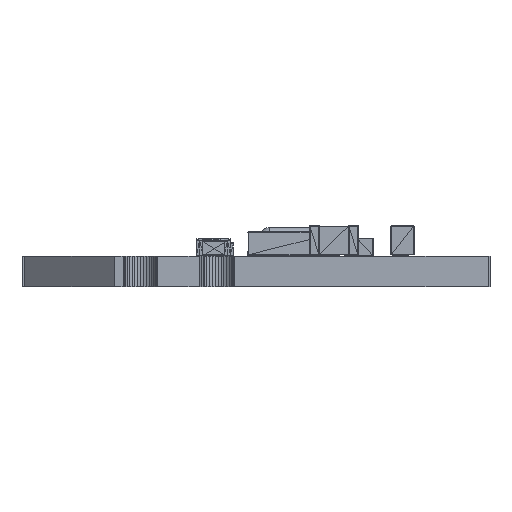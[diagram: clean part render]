
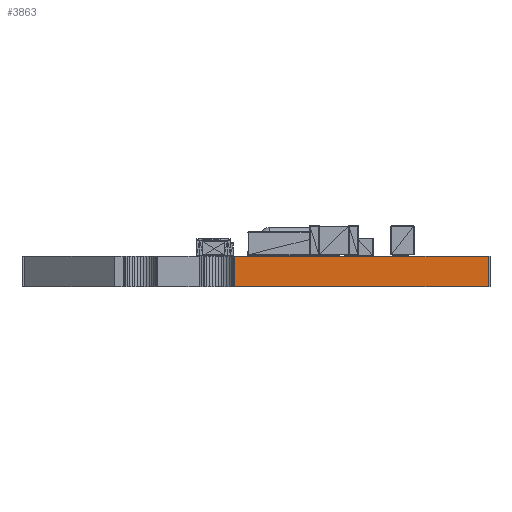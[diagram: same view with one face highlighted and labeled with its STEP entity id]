
A CAD part, front view. The second image highlights one B-rep face of the part: STEP entity #3863.
In plain terms, the highlighted planar face has unit normal (0, -1, 0).
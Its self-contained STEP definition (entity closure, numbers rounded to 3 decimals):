
#3838 = VERTEX_POINT('',#3839);
#3839 = CARTESIAN_POINT('',(13.813,19.073,-1.));
#3845 = EDGE_CURVE('',#3846,#3838,#3848,.T.);
#3846 = VERTEX_POINT('',#3847);
#3847 = CARTESIAN_POINT('',(13.813,19.073,0.));
#3848 = LINE('',#3849,#3850);
#3849 = CARTESIAN_POINT('',(13.813,19.073,0.));
#3850 = VECTOR('',#3851,1.);
#3851 = DIRECTION('',(0.,0.,-1.));
#3863 = ADVANCED_FACE('',(#3864),#3889,.F.);
#3864 = FACE_BOUND('',#3865,.F.);
#3865 = EDGE_LOOP('',(#3866,#3867,#3875,#3883));
#3866 = ORIENTED_EDGE('',*,*,#3845,.T.);
#3867 = ORIENTED_EDGE('',*,*,#3868,.T.);
#3868 = EDGE_CURVE('',#3838,#3869,#3871,.T.);
#3869 = VERTEX_POINT('',#3870);
#3870 = CARTESIAN_POINT('',(5.472,19.073,-1.));
#3871 = LINE('',#3872,#3873);
#3872 = CARTESIAN_POINT('',(13.813,19.073,-1.));
#3873 = VECTOR('',#3874,1.);
#3874 = DIRECTION('',(-1.,0.,0.));
#3875 = ORIENTED_EDGE('',*,*,#3876,.F.);
#3876 = EDGE_CURVE('',#3877,#3869,#3879,.T.);
#3877 = VERTEX_POINT('',#3878);
#3878 = CARTESIAN_POINT('',(5.472,19.073,0.));
#3879 = LINE('',#3880,#3881);
#3880 = CARTESIAN_POINT('',(5.472,19.073,0.));
#3881 = VECTOR('',#3882,1.);
#3882 = DIRECTION('',(0.,0.,-1.));
#3883 = ORIENTED_EDGE('',*,*,#3884,.F.);
#3884 = EDGE_CURVE('',#3846,#3877,#3885,.T.);
#3885 = LINE('',#3886,#3887);
#3886 = CARTESIAN_POINT('',(13.813,19.073,0.));
#3887 = VECTOR('',#3888,1.);
#3888 = DIRECTION('',(-1.,0.,0.));
#3889 = PLANE('',#3890);
#3890 = AXIS2_PLACEMENT_3D('',#3891,#3892,#3893);
#3891 = CARTESIAN_POINT('',(13.813,19.073,0.));
#3892 = DIRECTION('',(0.,1.,0.));
#3893 = DIRECTION('',(-1.,0.,0.));
